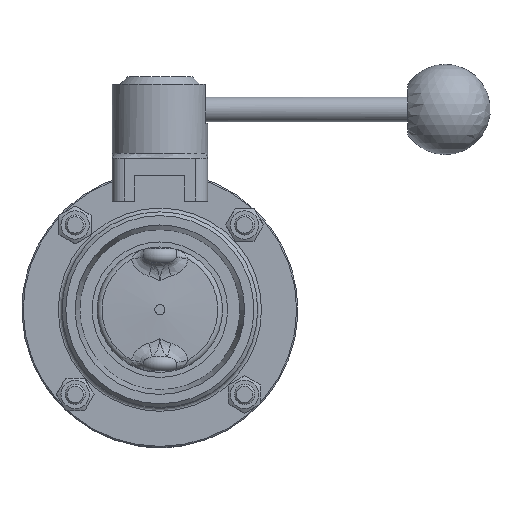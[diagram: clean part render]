
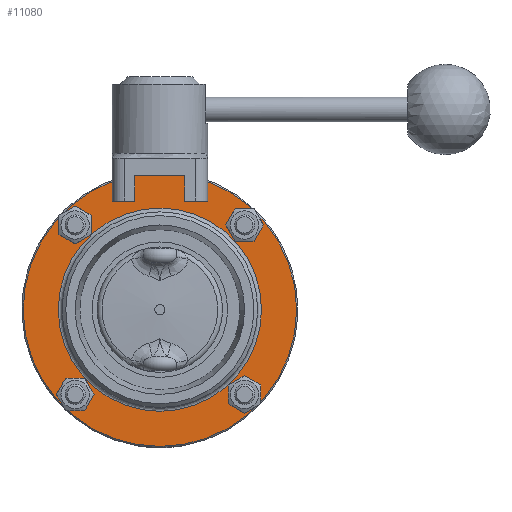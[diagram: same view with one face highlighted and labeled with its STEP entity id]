
A CAD part, left-side view. The second image highlights one B-rep face of the part: STEP entity #11080.
In plain terms, the highlighted planar face has unit normal (-1, 0, 0).
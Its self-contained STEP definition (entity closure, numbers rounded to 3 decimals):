
#880=CARTESIAN_POINT('',(-10.,-19.0,51.081));
#881=VERTEX_POINT('',#880);
#882=CARTESIAN_POINT('',(-10.,-11.374,53.3));
#883=VERTEX_POINT('',#882);
#1146=CARTESIAN_POINT('',(-10.,10.,53.3));
#1147=VERTEX_POINT('',#1146);
#1154=CARTESIAN_POINT('',(-10.,11.374,53.3));
#1155=VERTEX_POINT('',#1154);
#1156=CARTESIAN_POINT('',(-10.,11.374,53.3));
#1157=DIRECTION('',(0.0,-1.0,0.0));
#1158=VECTOR('',#1157,1.374);
#1159=LINE('',#1156,#1158);
#1160=EDGE_CURVE('',#1155,#1147,#1159,.T.);
#1177=CARTESIAN_POINT('',(-10.,-10.,53.3));
#1178=VERTEX_POINT('',#1177);
#1179=CARTESIAN_POINT('',(-10.,-10.,53.3));
#1180=DIRECTION('',(0.0,-1.0,0.0));
#1181=VECTOR('',#1180,1.374);
#1182=LINE('',#1179,#1181);
#1183=EDGE_CURVE('',#1178,#883,#1182,.T.);
#1378=CARTESIAN_POINT('',(-10.,-10.,43.3));
#1379=VERTEX_POINT('',#1378);
#1380=CARTESIAN_POINT('',(-10.,-10.,43.3));
#1381=DIRECTION('',(0.0,0.0,1.0));
#1382=VECTOR('',#1381,10.0);
#1383=LINE('',#1380,#1382);
#1384=EDGE_CURVE('',#1379,#1178,#1383,.T.);
#1410=CARTESIAN_POINT('',(-10.0,10.0,43.3));
#1411=VERTEX_POINT('',#1410);
#1412=CARTESIAN_POINT('',(-10.,10.,53.3));
#1413=DIRECTION('',(0.0,0.0,-1.0));
#1414=VECTOR('',#1413,10.0);
#1415=LINE('',#1412,#1414);
#1416=EDGE_CURVE('',#1147,#1411,#1415,.T.);
#1596=CARTESIAN_POINT('',(-10.,19.0,51.081));
#1597=VERTEX_POINT('',#1596);
#1639=CARTESIAN_POINT('',(-10.,19.0,43.3));
#1640=VERTEX_POINT('',#1639);
#1647=CARTESIAN_POINT('',(-10.,10.0,43.3));
#1648=DIRECTION('',(0.0,1.0,0.0));
#1649=VECTOR('',#1648,9.);
#1650=LINE('',#1647,#1649);
#1651=EDGE_CURVE('',#1411,#1640,#1650,.T.);
#1695=CARTESIAN_POINT('',(-10.,19.0,43.3));
#1696=DIRECTION('',(0.0,0.0,1.0));
#1697=VECTOR('',#1696,7.781);
#1698=LINE('',#1695,#1697);
#1699=EDGE_CURVE('',#1640,#1597,#1698,.T.);
#1742=CARTESIAN_POINT('',(-10.,-19.0,43.3));
#1743=VERTEX_POINT('',#1742);
#1744=CARTESIAN_POINT('',(-10.,-19.0,43.3));
#1745=DIRECTION('',(0.0,1.0,0.0));
#1746=VECTOR('',#1745,9.);
#1747=LINE('',#1744,#1746);
#1748=EDGE_CURVE('',#1743,#1379,#1747,.T.);
#2285=CARTESIAN_POINT('',(-10.,-19.0,51.081));
#2286=DIRECTION('',(0.0,0.0,-1.0));
#2287=VECTOR('',#2286,7.781);
#2288=LINE('',#2285,#2287);
#2289=EDGE_CURVE('',#881,#1743,#2288,.T.);
#2545=CARTESIAN_POINT('',(-10.0,0.,0.));
#2546=DIRECTION('',(-1.0,0.0,0.0));
#2547=DIRECTION('',(0.0,0.0,1.0));
#2548=AXIS2_PLACEMENT_3D('',#2545,#2546,#2547);
#2549=CIRCLE('',#2548,54.5);
#2550=EDGE_CURVE('',#883,#1155,#2549,.T.);
#2553=CARTESIAN_POINT('',(-10.0,0.,0.));
#2554=DIRECTION('',(-1.0,0.0,0.0));
#2555=DIRECTION('',(0.0,0.0,1.0));
#2556=AXIS2_PLACEMENT_3D('',#2553,#2554,#2555);
#2557=CIRCLE('',#2556,54.5);
#2558=EDGE_CURVE('',#1597,#881,#2557,.T.);
#2842=CARTESIAN_POINT('',(-10.,-39.414,33.764));
#2843=VERTEX_POINT('',#2842);
#2844=CARTESIAN_POINT('',(-10.,-33.764,33.764));
#2845=DIRECTION('',(1.0,0.0,0.0));
#2846=DIRECTION('',(0.0,-1.0,0.0));
#2847=AXIS2_PLACEMENT_3D('',#2844,#2845,#2846);
#2848=CIRCLE('',#2847,5.65);
#2849=EDGE_CURVE('',#2843,#2843,#2848,.T.);
#3702=CARTESIAN_POINT('',(-10.,-33.764,-39.414));
#3703=VERTEX_POINT('',#3702);
#3704=CARTESIAN_POINT('',(-10.,-33.764,-33.764));
#3705=DIRECTION('',(1.0,0.0,0.0));
#3706=DIRECTION('',(0.0,0.0,-1.0));
#3707=AXIS2_PLACEMENT_3D('',#3704,#3705,#3706);
#3708=CIRCLE('',#3707,5.65);
#3709=EDGE_CURVE('',#3703,#3703,#3708,.T.);
#4562=CARTESIAN_POINT('',(-10.,39.414,-33.764));
#4563=VERTEX_POINT('',#4562);
#4564=CARTESIAN_POINT('',(-10.,33.764,-33.764));
#4565=DIRECTION('',(1.0,0.0,0.0));
#4566=DIRECTION('',(0.0,1.0,0.0));
#4567=AXIS2_PLACEMENT_3D('',#4564,#4565,#4566);
#4568=CIRCLE('',#4567,5.65);
#4569=EDGE_CURVE('',#4563,#4563,#4568,.T.);
#5422=CARTESIAN_POINT('',(-10.,33.764,39.414));
#5423=VERTEX_POINT('',#5422);
#5424=CARTESIAN_POINT('',(-10.,33.764,33.764));
#5425=DIRECTION('',(1.0,0.0,0.0));
#5426=DIRECTION('',(0.0,0.0,1.0));
#5427=AXIS2_PLACEMENT_3D('',#5424,#5425,#5426);
#5428=CIRCLE('',#5427,5.65);
#5429=EDGE_CURVE('',#5423,#5423,#5428,.T.);
#11040=CARTESIAN_POINT('',(-10.,0.,47.5));
#11041=DIRECTION('',(-1.0,0.0,0.0));
#11042=DIRECTION('',(0.0,-1.0,0.0));
#11043=AXIS2_PLACEMENT_3D('',#11040,#11041,#11042);
#11044=PLANE('',#11043);
#11045=ORIENTED_EDGE('',*,*,#1699,.T.);
#11046=ORIENTED_EDGE('',*,*,#2558,.T.);
#11047=ORIENTED_EDGE('',*,*,#2289,.T.);
#11048=ORIENTED_EDGE('',*,*,#1748,.T.);
#11049=ORIENTED_EDGE('',*,*,#1384,.T.);
#11050=ORIENTED_EDGE('',*,*,#1183,.T.);
#11051=ORIENTED_EDGE('',*,*,#2550,.T.);
#11052=ORIENTED_EDGE('',*,*,#1160,.T.);
#11053=ORIENTED_EDGE('',*,*,#1416,.T.);
#11054=ORIENTED_EDGE('',*,*,#1651,.T.);
#11055=EDGE_LOOP('',(#11045,#11046,#11047,#11048,#11049,#11050,#11051,#11052,#11053,#11054));
#11056=FACE_OUTER_BOUND('',#11055,.T.);
#11057=ORIENTED_EDGE('',*,*,#2849,.T.);
#11058=EDGE_LOOP('',(#11057));
#11059=FACE_BOUND('',#11058,.T.);
#11060=ORIENTED_EDGE('',*,*,#3709,.T.);
#11061=EDGE_LOOP('',(#11060));
#11062=FACE_BOUND('',#11061,.T.);
#11063=ORIENTED_EDGE('',*,*,#4569,.T.);
#11064=EDGE_LOOP('',(#11063));
#11065=FACE_BOUND('',#11064,.T.);
#11066=ORIENTED_EDGE('',*,*,#5429,.T.);
#11067=EDGE_LOOP('',(#11066));
#11068=FACE_BOUND('',#11067,.T.);
#11069=CARTESIAN_POINT('',(-10.,0.,40.5));
#11070=VERTEX_POINT('',#11069);
#11071=CARTESIAN_POINT('',(-10.,0.,0.));
#11072=DIRECTION('',(-1.0,0.0,0.0));
#11073=DIRECTION('',(0.0,0.0,1.0));
#11074=AXIS2_PLACEMENT_3D('',#11071,#11072,#11073);
#11075=CIRCLE('',#11074,40.5);
#11076=EDGE_CURVE('',#11070,#11070,#11075,.T.);
#11077=ORIENTED_EDGE('',*,*,#11076,.F.);
#11078=EDGE_LOOP('',(#11077));
#11079=FACE_BOUND('',#11078,.T.);
#11080=ADVANCED_FACE('',(#11056,#11059,#11062,#11065,#11068,#11079),#11044,.T.);
